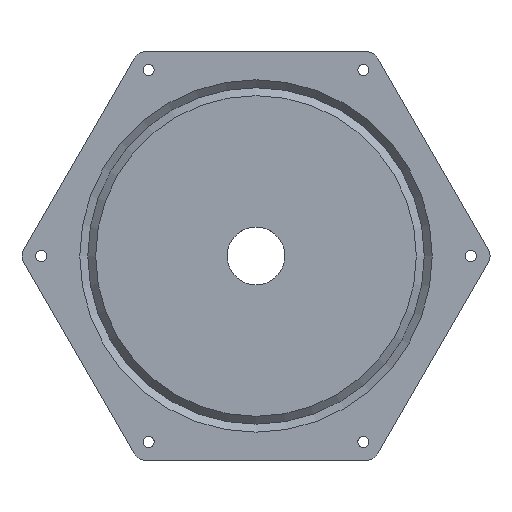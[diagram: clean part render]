
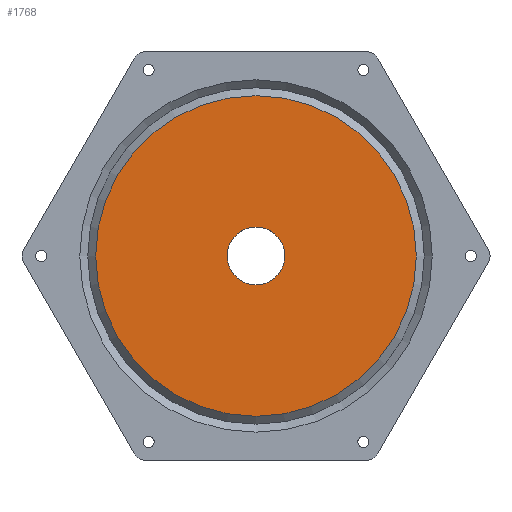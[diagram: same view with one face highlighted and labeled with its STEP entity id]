
A CAD part, top view. The second image highlights one B-rep face of the part: STEP entity #1768.
In plain terms, the highlighted planar face has unit normal (0, 0, 1).
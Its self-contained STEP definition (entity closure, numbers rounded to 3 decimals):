
#70=FACE_BOUND('',#330,.T.);
#87=CIRCLE('',#1814,50.);
#111=CIRCLE('',#1896,9.);
#205=FACE_OUTER_BOUND('',#329,.T.);
#329=EDGE_LOOP('',(#1594));
#330=EDGE_LOOP('',(#1595));
#818=VERTEX_POINT('',#2612);
#884=VERTEX_POINT('',#2854);
#998=EDGE_CURVE('',#818,#818,#87,.T.);
#1116=EDGE_CURVE('',#884,#884,#111,.T.);
#1594=ORIENTED_EDGE('',*,*,#998,.T.);
#1595=ORIENTED_EDGE('',*,*,#1116,.T.);
#1674=PLANE('',#1906);
#1768=ADVANCED_FACE('',(#205,#70),#1674,.T.);
#1814=AXIS2_PLACEMENT_3D('',#2613,#2092,#2093);
#1896=AXIS2_PLACEMENT_3D('',#2855,#2350,#2351);
#1906=AXIS2_PLACEMENT_3D('',#2873,#2377,#2378);
#2092=DIRECTION('center_axis',(0.,0.,1.));
#2093=DIRECTION('ref_axis',(1.,0.,0.));
#2350=DIRECTION('center_axis',(0.,0.,-1.));
#2351=DIRECTION('ref_axis',(1.,0.,0.));
#2377=DIRECTION('center_axis',(0.,0.,1.));
#2378=DIRECTION('ref_axis',(1.,0.,0.));
#2612=CARTESIAN_POINT('',(-49.998,-100.,3.));
#2613=CARTESIAN_POINT('Origin',(0.002,-100.,3.));
#2854=CARTESIAN_POINT('',(-8.998,-100.,3.));
#2855=CARTESIAN_POINT('Origin',(0.002,-100.,3.));
#2873=CARTESIAN_POINT('Origin',(0.002,-100.,3.));
